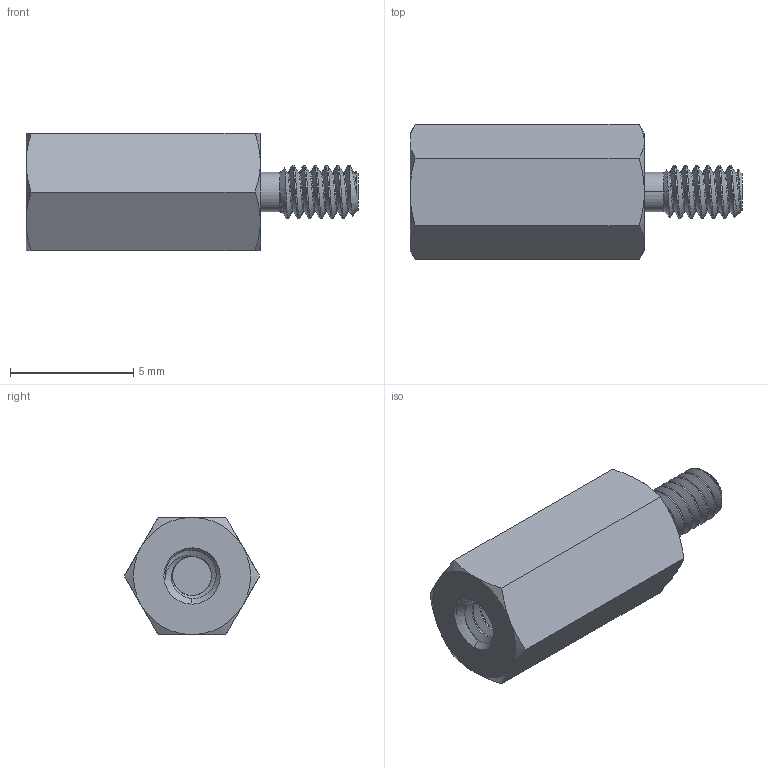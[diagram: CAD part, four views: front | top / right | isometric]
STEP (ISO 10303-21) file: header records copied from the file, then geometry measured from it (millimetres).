
FILE_DESCRIPTION (( 'STEP AP203' ), '1' );
FILE_NAME ('91075A212.step', '2015-11-10T17:22:44', ( '' ), ( '' ), 'SwSTEP 2.0', 'SolidWorks 2010', '' );
FILE_SCHEMA (( 'CONFIG_CONTROL_DESIGN' ));
Length unit declared in the file: inch
Products named in the file (1): 91075A212
Bounding box: 13.49 x 5.5 x 4.76 mm (x, y, z)
Volume: 183.6 mm3; surface area: 278.9 mm2
Topology: 1 solids, 1 shells, 74 faces, 192 edges, 122 vertices
Faces by surface type: cylinder 37, cone 20, plane 11, bspline 6
Entity records: 4600 total; most frequent: CARTESIAN_POINT 3017, ORIENTED_EDGE 384, DIRECTION 241, EDGE_CURVE 192, VERTEX_POINT 122, AXIS2_PLACEMENT_3D 96, EDGE_LOOP 76, FACE_OUTER_BOUND 74
